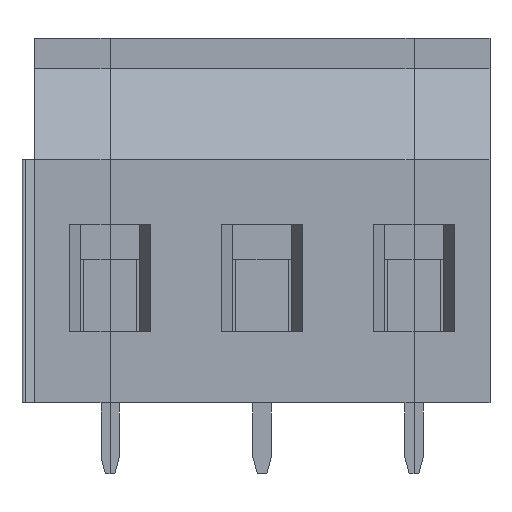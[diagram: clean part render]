
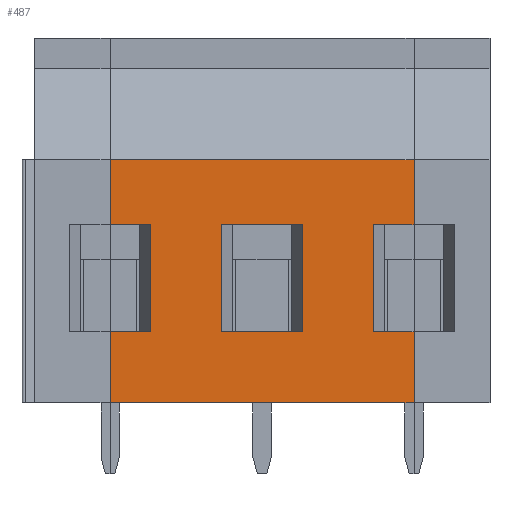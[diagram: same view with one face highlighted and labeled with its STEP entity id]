
A CAD part, left-side view. The second image highlights one B-rep face of the part: STEP entity #487.
In plain terms, the highlighted planar face has unit normal (-1, 0, 0).
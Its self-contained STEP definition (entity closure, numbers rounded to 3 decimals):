
#487 = ADVANCED_FACE( '', ( #1054, #1055 ), #1056, .T. );
#1054 = FACE_OUTER_BOUND( '', #1713, .T. );
#1055 = FACE_BOUND( '', #1714, .T. );
#1056 = PLANE( '', #1715 );
#1713 = EDGE_LOOP( '', ( #2998, #2999, #3000, #3001, #3002, #3003, #3004, #3005, #3006, #3007, #3008, #3009 ) );
#1714 = EDGE_LOOP( '', ( #3010, #3011, #3012, #3013 ) );
#1715 = AXIS2_PLACEMENT_3D( '', #3014, #3015, #3016 );
#2998 = ORIENTED_EDGE( '', *, *, #4649, .T. );
#2999 = ORIENTED_EDGE( '', *, *, #4292, .F. );
#3000 = ORIENTED_EDGE( '', *, *, #4624, .T. );
#3001 = ORIENTED_EDGE( '', *, *, #4650, .T. );
#3002 = ORIENTED_EDGE( '', *, *, #4651, .F. );
#3003 = ORIENTED_EDGE( '', *, *, #4652, .T. );
#3004 = ORIENTED_EDGE( '', *, *, #4616, .T. );
#3005 = ORIENTED_EDGE( '', *, *, #4421, .T. );
#3006 = ORIENTED_EDGE( '', *, *, #4653, .T. );
#3007 = ORIENTED_EDGE( '', *, *, #4654, .T. );
#3008 = ORIENTED_EDGE( '', *, *, #4504, .F. );
#3009 = ORIENTED_EDGE( '', *, *, #4655, .T. );
#3010 = ORIENTED_EDGE( '', *, *, #4656, .T. );
#3011 = ORIENTED_EDGE( '', *, *, #4657, .F. );
#3012 = ORIENTED_EDGE( '', *, *, #4637, .T. );
#3013 = ORIENTED_EDGE( '', *, *, #4315, .F. );
#3014 = CARTESIAN_POINT( '', ( 0., 5., -1. ) );
#3015 = DIRECTION( '', ( -1., 0., 0. ) );
#3016 = DIRECTION( '', ( 0., 1., 0. ) );
#4292 = EDGE_CURVE( '', #5243, #5245, #5246, .T. );
#4315 = EDGE_CURVE( '', #5287, #5289, #5290, .T. );
#4421 = EDGE_CURVE( '', #5466, #5470, #5472, .T. );
#4504 = EDGE_CURVE( '', #5598, #5600, #5601, .T. );
#4616 = EDGE_CURVE( '', #5756, #5466, #5757, .T. );
#4624 = EDGE_CURVE( '', #5243, #5768, #5770, .T. );
#4637 = EDGE_CURVE( '', #5785, #5289, #5786, .T. );
#4649 = EDGE_CURVE( '', #5804, #5245, #5805, .T. );
#4650 = EDGE_CURVE( '', #5768, #5806, #5807, .T. );
#4651 = EDGE_CURVE( '', #5808, #5806, #5809, .T. );
#4652 = EDGE_CURVE( '', #5808, #5756, #5810, .T. );
#4653 = EDGE_CURVE( '', #5470, #5811, #5812, .T. );
#4654 = EDGE_CURVE( '', #5811, #5600, #5813, .T. );
#4655 = EDGE_CURVE( '', #5598, #5804, #5814, .T. );
#4656 = EDGE_CURVE( '', #5287, #5815, #5816, .T. );
#4657 = EDGE_CURVE( '', #5785, #5815, #5817, .T. );
#5243 = VERTEX_POINT( '', #6597 );
#5245 = VERTEX_POINT( '', #6600 );
#5246 = LINE( '', #6601, #6602 );
#5287 = VERTEX_POINT( '', #6663 );
#5289 = VERTEX_POINT( '', #6666 );
#5290 = LINE( '', #6667, #6668 );
#5466 = VERTEX_POINT( '', #6929 );
#5470 = VERTEX_POINT( '', #6935 );
#5472 = LINE( '', #6938, #6939 );
#5598 = VERTEX_POINT( '', #7123 );
#5600 = VERTEX_POINT( '', #7126 );
#5601 = LINE( '', #7127, #7128 );
#5756 = VERTEX_POINT( '', #7361 );
#5757 = LINE( '', #7362, #7363 );
#5768 = VERTEX_POINT( '', #7380 );
#5770 = LINE( '', #7383, #7384 );
#5785 = VERTEX_POINT( '', #7407 );
#5786 = LINE( '', #7408, #7409 );
#5804 = VERTEX_POINT( '', #7435 );
#5805 = LINE( '', #7436, #7437 );
#5806 = VERTEX_POINT( '', #7438 );
#5807 = LINE( '', #7439, #7440 );
#5808 = VERTEX_POINT( '', #7441 );
#5809 = LINE( '', #7442, #7443 );
#5810 = LINE( '', #7444, #7445 );
#5811 = VERTEX_POINT( '', #7446 );
#5812 = LINE( '', #7447, #7448 );
#5813 = LINE( '', #7449, #7450 );
#5814 = LINE( '', #7451, #7452 );
#5815 = VERTEX_POINT( '', #7453 );
#5816 = LINE( '', #7454, #7455 );
#5817 = LINE( '', #7456, #7457 );
#6597 = CARTESIAN_POINT( '', ( 0., -7.5, 0. ) );
#6600 = CARTESIAN_POINT( '', ( 0., 7.5, 0. ) );
#6601 = CARTESIAN_POINT( '', ( 0., 4.92, 0. ) );
#6602 = VECTOR( '', #8107, 1000. );
#6663 = CARTESIAN_POINT( '', ( 0., -2., 3.5 ) );
#6666 = CARTESIAN_POINT( '', ( 0., -2., 8.8 ) );
#6667 = CARTESIAN_POINT( '', ( 0., -2., -1. ) );
#6668 = VECTOR( '', #8129, 1000. );
#6929 = CARTESIAN_POINT( '', ( 0., -7.5, 12. ) );
#6935 = CARTESIAN_POINT( '', ( 0., 7.5, 12. ) );
#6938 = CARTESIAN_POINT( '', ( 0., -5., 12. ) );
#6939 = VECTOR( '', #8221, 1000. );
#7123 = CARTESIAN_POINT( '', ( 0., 5.5, 3.5 ) );
#7126 = CARTESIAN_POINT( '', ( 0., 5.5, 8.8 ) );
#7127 = CARTESIAN_POINT( '', ( 0., 5.5, -1. ) );
#7128 = VECTOR( '', #8296, 1000. );
#7361 = CARTESIAN_POINT( '', ( 0., -7.5, 8.8 ) );
#7362 = CARTESIAN_POINT( '', ( 0., -7.5, -1. ) );
#7363 = VECTOR( '', #8390, 1000. );
#7380 = CARTESIAN_POINT( '', ( 0., -7.5, 3.5 ) );
#7383 = CARTESIAN_POINT( '', ( 0., -7.5, -1. ) );
#7384 = VECTOR( '', #8398, 1000. );
#7407 = CARTESIAN_POINT( '', ( 0., 2., 8.8 ) );
#7408 = CARTESIAN_POINT( '', ( 0., -0.16, 8.8 ) );
#7409 = VECTOR( '', #8407, 1000. );
#7435 = CARTESIAN_POINT( '', ( 0., 7.5, 3.5 ) );
#7436 = CARTESIAN_POINT( '', ( 0., 7.5, -1. ) );
#7437 = VECTOR( '', #8416, 1000. );
#7438 = CARTESIAN_POINT( '', ( 0., -5.5, 3.5 ) );
#7439 = CARTESIAN_POINT( '', ( 0., 2.54, 3.5 ) );
#7440 = VECTOR( '', #8417, 1000. );
#7441 = CARTESIAN_POINT( '', ( 0., -5.5, 8.8 ) );
#7442 = CARTESIAN_POINT( '', ( 0., -5.5, -1. ) );
#7443 = VECTOR( '', #8418, 1000. );
#7444 = CARTESIAN_POINT( '', ( 0., 2.54, 8.8 ) );
#7445 = VECTOR( '', #8419, 1000. );
#7446 = CARTESIAN_POINT( '', ( 0., 7.5, 8.8 ) );
#7447 = CARTESIAN_POINT( '', ( 0., 7.5, -1. ) );
#7448 = VECTOR( '', #8420, 1000. );
#7449 = CARTESIAN_POINT( '', ( 0., 7.34, 8.8 ) );
#7450 = VECTOR( '', #8421, 1000. );
#7451 = CARTESIAN_POINT( '', ( 0., 12.42, 3.5 ) );
#7452 = VECTOR( '', #8422, 1000. );
#7453 = CARTESIAN_POINT( '', ( 0., 2., 3.5 ) );
#7454 = CARTESIAN_POINT( '', ( 0., 4.92, 3.5 ) );
#7455 = VECTOR( '', #8423, 1000. );
#7456 = CARTESIAN_POINT( '', ( 0., 2., -1. ) );
#7457 = VECTOR( '', #8424, 1000. );
#8107 = DIRECTION( '', ( 0., 1., 0. ) );
#8129 = DIRECTION( '', ( 0., 0., 1. ) );
#8221 = DIRECTION( '', ( 0., 1., 0. ) );
#8296 = DIRECTION( '', ( 0., 0., 1. ) );
#8390 = DIRECTION( '', ( 0., 0., 1. ) );
#8398 = DIRECTION( '', ( 0., 0., 1. ) );
#8407 = DIRECTION( '', ( 0., -1., 0. ) );
#8416 = DIRECTION( '', ( 0., 0., -1. ) );
#8417 = DIRECTION( '', ( 0., 1., 0. ) );
#8418 = DIRECTION( '', ( 0., 0., -1. ) );
#8419 = DIRECTION( '', ( 0., -1., 0. ) );
#8420 = DIRECTION( '', ( 0., 0., -1. ) );
#8421 = DIRECTION( '', ( 0., -1., 0. ) );
#8422 = DIRECTION( '', ( 0., 1., 0. ) );
#8423 = DIRECTION( '', ( 0., 1., 0. ) );
#8424 = DIRECTION( '', ( 0., 0., -1. ) );
